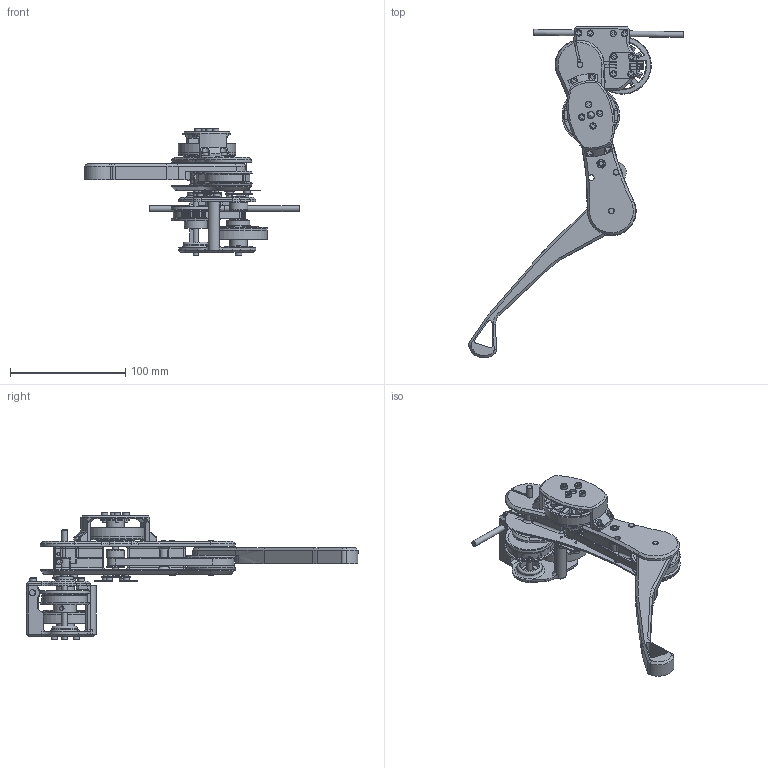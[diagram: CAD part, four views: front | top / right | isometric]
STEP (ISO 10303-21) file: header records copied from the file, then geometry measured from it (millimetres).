
FILE_DESCRIPTION(/* description */ ('Alibre Inc.'),/* implementation_level */ '2;1');
FILE_NAME(/* name */ 'export0',/* time_stamp */ '2020-10-22T01:26:08+03:00',/* author */ (''),/* organization */ (''),/* preprocessor_version */ 'ST-DEVELOPER v17',/* originating_system */ 'Alibre',/* authorisation */ '');
FILE_SCHEMA (('AUTOMOTIVE_DESIGN'));
Length unit declared in the file: millimetre
Bounding box: 186.25 x 288.29 x 111 mm (x, y, z)
Volume: 197319.6 mm3; surface area: 134710.2 mm2
Topology: 73 solids, 73 shells, 2627 faces, 6280 edges, 3880 vertices
Faces by surface type: plane 1320, cylinder 1066, cone 204, torus 21, bspline 12, sphere 2, extrusion 2
Full cylindrical faces by diameter (mm): 1 x14, 2 x19, 2.5 x16, 3 x64, 3.5 x1, 4 x13, 4.1 x2, 5 x22, 5.1 x2, 5.5 x26, 5.954 x1, 6.5 x1, 7 x1, 7.5 x1, 8 x1, 10 x9, 12.1 x1, 15 x1, 15.16 x2, 16 x5, 18 x2, 20 x4, 21 x1, 22 x1, 25 x2, 47.5 x2, 50 x4
Entity records: 46935 total; most frequent: CARTESIAN_POINT 10478, ORIENTED_EDGE 7534, DIRECTION 6739, EDGE_CURVE 3755, AXIS2_PLACEMENT_3D 2925, VERTEX_POINT 2367, EDGE_LOOP 2052, FACE_BOUND 2052
